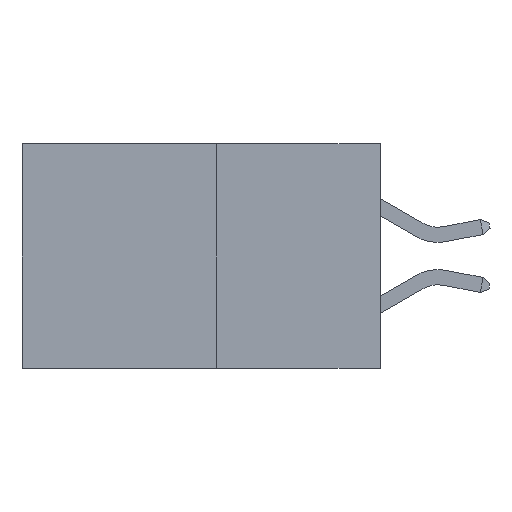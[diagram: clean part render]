
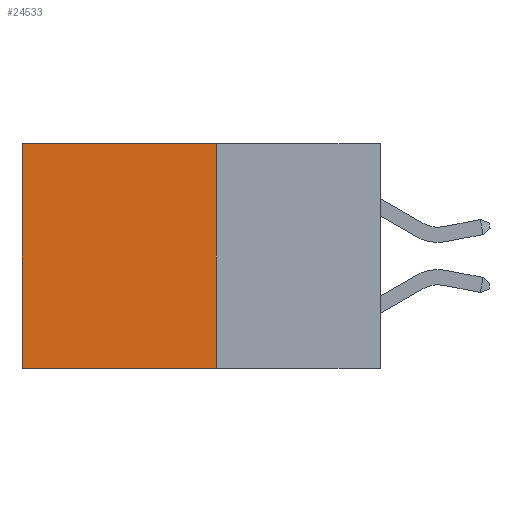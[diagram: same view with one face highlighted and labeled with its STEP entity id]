
A CAD part, left-side view. The second image highlights one B-rep face of the part: STEP entity #24533.
In plain terms, the highlighted planar face has unit normal (-1, 0, 0).
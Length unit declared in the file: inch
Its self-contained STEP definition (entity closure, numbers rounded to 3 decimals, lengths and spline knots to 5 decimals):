
#823 = DIRECTION ( 'NONE',  ( 0., 0., -1. ) ) ;
#1340 = LINE ( 'NONE', #9141, #25635 ) ;
#2158 = DIRECTION ( 'NONE',  ( 0., 0., -1. ) ) ;
#2348 = ORIENTED_EDGE ( 'NONE', *, *, #10844, .F. ) ;
#3855 = DIRECTION ( 'NONE',  ( 0., 0., -1. ) ) ;
#4214 = LINE ( 'NONE', #7624, #26893 ) ;
#4352 = LINE ( 'NONE', #18013, #10604 ) ;
#5452 = EDGE_CURVE ( 'NONE', #19245, #9378, #4214, .T. ) ;
#7624 = CARTESIAN_POINT ( 'NONE',  ( 0.277, 0.27, 0. ) ) ;
#8832 = EDGE_CURVE ( 'NONE', #9378, #18764, #1340, .T. ) ;
#8890 = DIRECTION ( 'NONE',  ( 0., 1., 0. ) ) ;
#9141 = CARTESIAN_POINT ( 'NONE',  ( 0.277, 0.59, -0.37 ) ) ;
#9378 = VERTEX_POINT ( 'NONE', #27249 ) ;
#9477 = AXIS2_PLACEMENT_3D ( 'NONE', #12650, #15071, #823 ) ;
#9680 = ORIENTED_EDGE ( 'NONE', *, *, #8832, .T. ) ;
#10604 = VECTOR ( 'NONE', #3855, 39.37008 ) ;
#10844 = EDGE_CURVE ( 'NONE', #19245, #24420, #4352, .T. ) ;
#11123 = VECTOR ( 'NONE', #11669, 39.37008 ) ;
#11186 = FACE_OUTER_BOUND ( 'NONE', #25563, .T. ) ;
#11239 = CARTESIAN_POINT ( 'NONE',  ( 0.277, 0.59, -0.37 ) ) ;
#11669 = DIRECTION ( 'NONE',  ( 0., 1., 0. ) ) ;
#12650 = CARTESIAN_POINT ( 'NONE',  ( 0.277, 0.27, -0.37 ) ) ;
#14344 = ORIENTED_EDGE ( 'NONE', *, *, #5452, .T. ) ;
#15071 = DIRECTION ( 'NONE',  ( 1., 0., 0. ) ) ;
#16685 = LINE ( 'NONE', #25709, #11123 ) ;
#18013 = CARTESIAN_POINT ( 'NONE',  ( 0.277, 0.27, -0.37 ) ) ;
#18764 = VERTEX_POINT ( 'NONE', #11239 ) ;
#19245 = VERTEX_POINT ( 'NONE', #29158 ) ;
#24420 = VERTEX_POINT ( 'NONE', #28628 ) ;
#24533 = ADVANCED_FACE ( 'NONE', ( #11186 ), #26608, .F. ) ;
#25294 = ORIENTED_EDGE ( 'NONE', *, *, #30197, .F. ) ;
#25563 = EDGE_LOOP ( 'NONE', ( #9680, #25294, #2348, #14344 ) ) ;
#25635 = VECTOR ( 'NONE', #2158, 39.37008 ) ;
#25709 = CARTESIAN_POINT ( 'NONE',  ( 0.277, 0.27, -0.37 ) ) ;
#26608 = PLANE ( 'NONE',  #9477 ) ;
#26893 = VECTOR ( 'NONE', #8890, 39.37008 ) ;
#27249 = CARTESIAN_POINT ( 'NONE',  ( 0.277, 0.59, 0. ) ) ;
#28628 = CARTESIAN_POINT ( 'NONE',  ( 0.277, 0.27, -0.37 ) ) ;
#29158 = CARTESIAN_POINT ( 'NONE',  ( 0.277, 0.27, 0. ) ) ;
#30197 = EDGE_CURVE ( 'NONE', #24420, #18764, #16685, .T. ) ;
